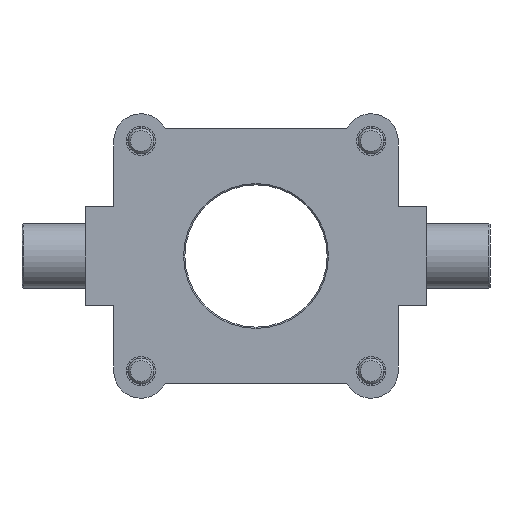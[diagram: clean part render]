
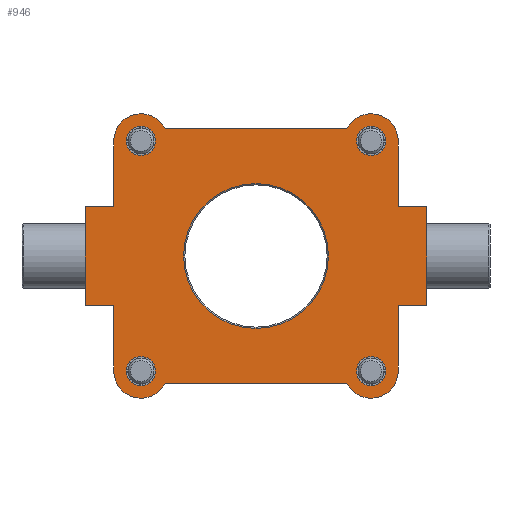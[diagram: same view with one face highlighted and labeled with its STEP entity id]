
A CAD part, front view. The second image highlights one B-rep face of the part: STEP entity #946.
In plain terms, the highlighted planar face has unit normal (0, -1, 0).
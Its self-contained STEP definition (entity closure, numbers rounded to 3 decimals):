
#84=CIRCLE('',#1035,10.5);
#85=CIRCLE('',#1038,10.5);
#86=CIRCLE('',#1040,10.5);
#88=CIRCLE('',#1044,10.5);
#93=CIRCLE('',#1051,5.65);
#94=CIRCLE('',#1052,5.65);
#95=CIRCLE('',#1053,5.65);
#96=CIRCLE('',#1054,5.65);
#97=CIRCLE('',#1055,28.);
#189=ORIENTED_EDGE('',*,*,#415,.F.);
#190=ORIENTED_EDGE('',*,*,#416,.F.);
#191=ORIENTED_EDGE('',*,*,#417,.F.);
#192=ORIENTED_EDGE('',*,*,#418,.F.);
#193=ORIENTED_EDGE('',*,*,#419,.F.);
#194=ORIENTED_EDGE('',*,*,#378,.F.);
#195=ORIENTED_EDGE('',*,*,#420,.F.);
#196=ORIENTED_EDGE('',*,*,#421,.F.);
#197=ORIENTED_EDGE('',*,*,#422,.F.);
#198=ORIENTED_EDGE('',*,*,#376,.F.);
#199=ORIENTED_EDGE('',*,*,#408,.F.);
#200=ORIENTED_EDGE('',*,*,#405,.F.);
#201=ORIENTED_EDGE('',*,*,#402,.F.);
#202=ORIENTED_EDGE('',*,*,#386,.F.);
#203=ORIENTED_EDGE('',*,*,#423,.F.);
#204=ORIENTED_EDGE('',*,*,#424,.F.);
#205=ORIENTED_EDGE('',*,*,#425,.F.);
#206=ORIENTED_EDGE('',*,*,#384,.F.);
#207=ORIENTED_EDGE('',*,*,#401,.F.);
#208=ORIENTED_EDGE('',*,*,#399,.F.);
#209=ORIENTED_EDGE('',*,*,#397,.F.);
#376=EDGE_CURVE('',#498,#496,#583,.T.);
#378=EDGE_CURVE('',#499,#501,#585,.T.);
#384=EDGE_CURVE('',#506,#504,#591,.T.);
#386=EDGE_CURVE('',#507,#509,#593,.T.);
#397=EDGE_CURVE('',#501,#517,#84,.T.);
#399=EDGE_CURVE('',#517,#518,#600,.T.);
#401=EDGE_CURVE('',#518,#506,#85,.T.);
#402=EDGE_CURVE('',#509,#519,#86,.T.);
#405=EDGE_CURVE('',#519,#521,#603,.T.);
#408=EDGE_CURVE('',#521,#498,#88,.T.);
#415=EDGE_CURVE('',#527,#527,#93,.T.);
#416=EDGE_CURVE('',#528,#528,#94,.T.);
#417=EDGE_CURVE('',#529,#529,#95,.T.);
#418=EDGE_CURVE('',#530,#530,#96,.T.);
#419=EDGE_CURVE('',#531,#531,#97,.T.);
#420=EDGE_CURVE('',#532,#499,#608,.T.);
#421=EDGE_CURVE('',#533,#532,#609,.T.);
#422=EDGE_CURVE('',#496,#533,#610,.T.);
#423=EDGE_CURVE('',#534,#507,#611,.T.);
#424=EDGE_CURVE('',#535,#534,#612,.T.);
#425=EDGE_CURVE('',#504,#535,#613,.T.);
#496=VERTEX_POINT('',#1450);
#498=VERTEX_POINT('',#1454);
#499=VERTEX_POINT('',#1458);
#501=VERTEX_POINT('',#1461);
#504=VERTEX_POINT('',#1468);
#506=VERTEX_POINT('',#1472);
#507=VERTEX_POINT('',#1476);
#509=VERTEX_POINT('',#1479);
#517=VERTEX_POINT('',#1500);
#518=VERTEX_POINT('',#1504);
#519=VERTEX_POINT('',#1510);
#521=VERTEX_POINT('',#1516);
#527=VERTEX_POINT('',#1535);
#528=VERTEX_POINT('',#1537);
#529=VERTEX_POINT('',#1539);
#530=VERTEX_POINT('',#1541);
#531=VERTEX_POINT('',#1543);
#532=VERTEX_POINT('',#1545);
#533=VERTEX_POINT('',#1547);
#534=VERTEX_POINT('',#1550);
#535=VERTEX_POINT('',#1552);
#583=LINE('',#1455,#649);
#585=LINE('',#1460,#651);
#591=LINE('',#1473,#657);
#593=LINE('',#1478,#659);
#600=LINE('',#1503,#666);
#603=LINE('',#1515,#669);
#608=LINE('',#1544,#674);
#609=LINE('',#1546,#675);
#610=LINE('',#1548,#676);
#611=LINE('',#1549,#677);
#612=LINE('',#1551,#678);
#613=LINE('',#1553,#679);
#649=VECTOR('',#1149,1000.);
#651=VECTOR('',#1153,1000.);
#657=VECTOR('',#1161,1000.);
#659=VECTOR('',#1165,1000.);
#666=VECTOR('',#1190,1000.);
#669=VECTOR('',#1205,1000.);
#674=VECTOR('',#1236,1000.);
#675=VECTOR('',#1237,1000.);
#676=VECTOR('',#1238,1000.);
#677=VECTOR('',#1239,1000.);
#678=VECTOR('',#1240,1000.);
#679=VECTOR('',#1241,1000.);
#728=EDGE_LOOP('',(#189));
#729=EDGE_LOOP('',(#190));
#730=EDGE_LOOP('',(#191));
#731=EDGE_LOOP('',(#192));
#732=EDGE_LOOP('',(#193));
#733=EDGE_LOOP('',(#194,#195,#196,#197,#198,#199,#200,#201,#202,#203,#204,
#205,#206,#207,#208,#209));
#822=FACE_BOUND('',#728,.T.);
#823=FACE_BOUND('',#729,.T.);
#824=FACE_BOUND('',#730,.T.);
#825=FACE_BOUND('',#731,.T.);
#826=FACE_BOUND('',#732,.T.);
#827=FACE_BOUND('',#733,.T.);
#909=PLANE('',#1050);
#946=ADVANCED_FACE('',(#822,#823,#824,#825,#826,#827),#909,.F.);
#1035=AXIS2_PLACEMENT_3D('',#1499,#1185,#1186);
#1038=AXIS2_PLACEMENT_3D('',#1507,#1194,#1195);
#1040=AXIS2_PLACEMENT_3D('',#1509,#1198,#1199);
#1044=AXIS2_PLACEMENT_3D('',#1521,#1210,#1211);
#1050=AXIS2_PLACEMENT_3D('',#1533,#1224,#1225);
#1051=AXIS2_PLACEMENT_3D('',#1534,#1226,#1227);
#1052=AXIS2_PLACEMENT_3D('',#1536,#1228,#1229);
#1053=AXIS2_PLACEMENT_3D('',#1538,#1230,#1231);
#1054=AXIS2_PLACEMENT_3D('',#1540,#1232,#1233);
#1055=AXIS2_PLACEMENT_3D('',#1542,#1234,#1235);
#1149=DIRECTION('',(0.,0.,1.));
#1153=DIRECTION('',(0.,0.,1.));
#1161=DIRECTION('',(0.,0.,-1.));
#1165=DIRECTION('',(0.,0.,-1.));
#1185=DIRECTION('',(0.,1.,0.));
#1186=DIRECTION('',(1.,0.,0.));
#1190=DIRECTION('',(1.,0.,0.));
#1194=DIRECTION('',(0.,1.,0.));
#1195=DIRECTION('',(1.,0.,0.));
#1198=DIRECTION('',(0.,1.,0.));
#1199=DIRECTION('',(1.,0.,0.));
#1205=DIRECTION('',(-1.,0.,0.));
#1210=DIRECTION('',(0.,1.,0.));
#1211=DIRECTION('',(1.,0.,0.));
#1224=DIRECTION('',(0.,1.,0.));
#1225=DIRECTION('',(0.,0.,1.));
#1226=DIRECTION('',(0.,-1.,0.));
#1227=DIRECTION('',(0.,0.,-1.));
#1228=DIRECTION('',(0.,-1.,0.));
#1229=DIRECTION('',(0.,0.,-1.));
#1230=DIRECTION('',(0.,-1.,0.));
#1231=DIRECTION('',(0.,0.,-1.));
#1232=DIRECTION('',(0.,-1.,0.));
#1233=DIRECTION('',(0.,0.,-1.));
#1234=DIRECTION('',(0.,-1.,0.));
#1235=DIRECTION('',(0.,0.,-1.));
#1236=DIRECTION('',(1.,0.,0.));
#1237=DIRECTION('',(0.,0.,1.));
#1238=DIRECTION('',(-1.,0.,0.));
#1239=DIRECTION('',(-1.,0.,0.));
#1240=DIRECTION('',(0.,0.,-1.));
#1241=DIRECTION('',(1.,0.,0.));
#1450=CARTESIAN_POINT('',(-55.,0.,-19.));
#1454=CARTESIAN_POINT('',(-55.,0.,-44.5));
#1455=CARTESIAN_POINT('',(-55.,0.,-44.5));
#1458=CARTESIAN_POINT('',(-55.,0.,19.));
#1460=CARTESIAN_POINT('',(-55.,0.,-44.5));
#1461=CARTESIAN_POINT('',(-55.,0.,44.5));
#1468=CARTESIAN_POINT('',(55.,0.,19.));
#1472=CARTESIAN_POINT('',(55.,0.,44.5));
#1473=CARTESIAN_POINT('',(55.,0.,44.5));
#1476=CARTESIAN_POINT('',(55.,0.,-19.));
#1478=CARTESIAN_POINT('',(55.,0.,44.5));
#1479=CARTESIAN_POINT('',(55.,0.,-44.5));
#1499=CARTESIAN_POINT('',(-44.5,0.,44.5));
#1500=CARTESIAN_POINT('',(-35.136,0.,49.25));
#1503=CARTESIAN_POINT('',(-35.136,0.,49.25));
#1504=CARTESIAN_POINT('',(35.136,0.,49.25));
#1507=CARTESIAN_POINT('',(44.5,0.,44.5));
#1509=CARTESIAN_POINT('',(44.5,0.,-44.5));
#1510=CARTESIAN_POINT('',(35.136,0.,-49.25));
#1515=CARTESIAN_POINT('',(35.136,0.,-49.25));
#1516=CARTESIAN_POINT('',(-35.136,0.,-49.25));
#1521=CARTESIAN_POINT('',(-44.5,0.,-44.5));
#1533=CARTESIAN_POINT('',(-44.5,0.,44.5));
#1534=CARTESIAN_POINT('',(-44.5,0.,-44.5));
#1535=CARTESIAN_POINT('',(-44.5,0.,-50.15));
#1536=CARTESIAN_POINT('',(44.5,0.,-44.5));
#1537=CARTESIAN_POINT('',(44.5,0.,-50.15));
#1538=CARTESIAN_POINT('',(-44.5,0.,44.5));
#1539=CARTESIAN_POINT('',(-44.5,0.,38.85));
#1540=CARTESIAN_POINT('',(44.5,0.,44.5));
#1541=CARTESIAN_POINT('',(44.5,0.,38.85));
#1542=CARTESIAN_POINT('',(0.,0.,0.));
#1543=CARTESIAN_POINT('',(0.,0.,-28.));
#1544=CARTESIAN_POINT('',(-66.,0.,19.));
#1545=CARTESIAN_POINT('',(-66.,0.,19.));
#1546=CARTESIAN_POINT('',(-66.,0.,-19.));
#1547=CARTESIAN_POINT('',(-66.,0.,-19.));
#1548=CARTESIAN_POINT('',(-30.578,0.,-19.));
#1549=CARTESIAN_POINT('',(66.,0.,-19.));
#1550=CARTESIAN_POINT('',(66.,0.,-19.));
#1551=CARTESIAN_POINT('',(66.,0.,19.));
#1552=CARTESIAN_POINT('',(66.,0.,19.));
#1553=CARTESIAN_POINT('',(30.578,0.,19.));
